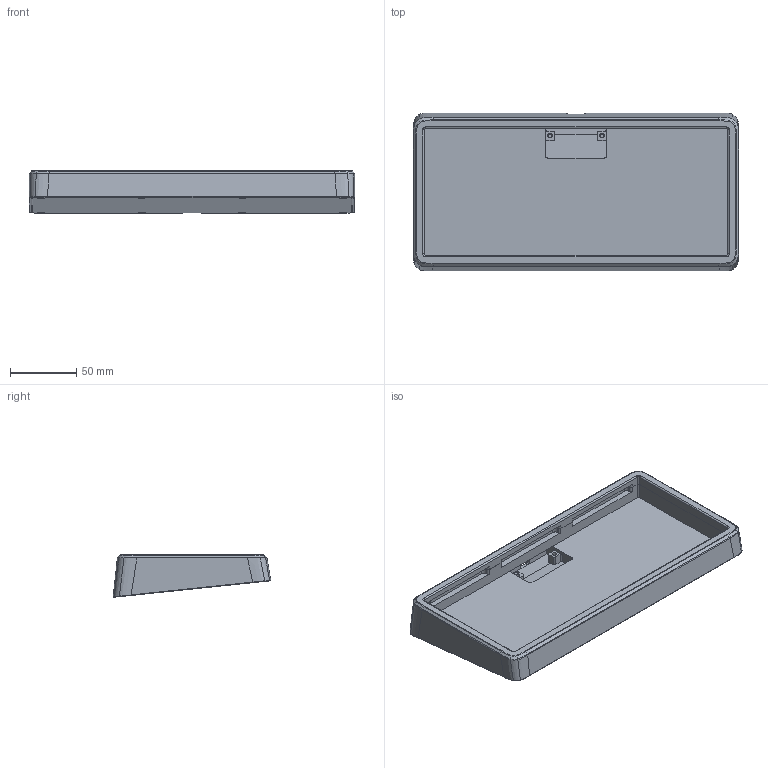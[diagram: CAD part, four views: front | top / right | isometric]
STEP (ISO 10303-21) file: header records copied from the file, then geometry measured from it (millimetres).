
FILE_DESCRIPTION(/* description */ (''),/* implementation_level */ '2;1');
FILE_NAME(/* name */ 'fdm-case.step',/* time_stamp */ '2024-06-19T14:16:10+07:00',/* author */ (''),/* organization */ (''),/* preprocessor_version */ 'ST-DEVELOPER v20',/* originating_system */ 'Autodesk Translation Framework v13.14.0.145',/* authorisation */ '');
FILE_SCHEMA (('AUTOMOTIVE_DESIGN { 1 0 10303 214 3 1 1 }'));
Length unit declared in the file: millimetre
Products named in the file (1): Form Zero
Bounding box: 245.65 x 119.13 x 32.12 mm (x, y, z)
Volume: 268228.6 mm3; surface area: 124592.5 mm2
Topology: 2 solids, 2 shells, 431 faces, 1121 edges, 714 vertices
Faces by surface type: bspline 187, cylinder 128, plane 112, torus 4
Full cylindrical faces by diameter (mm): 2.3 x10, 3.3 x10, 4.1 x8
Entity records: 19215 total; most frequent: CARTESIAN_POINT 9484, ORIENTED_EDGE 2242, DIRECTION 1656, EDGE_CURVE 1121, VERTEX_POINT 714, AXIS2_PLACEMENT_3D 612, EDGE_LOOP 471, LINE 432
